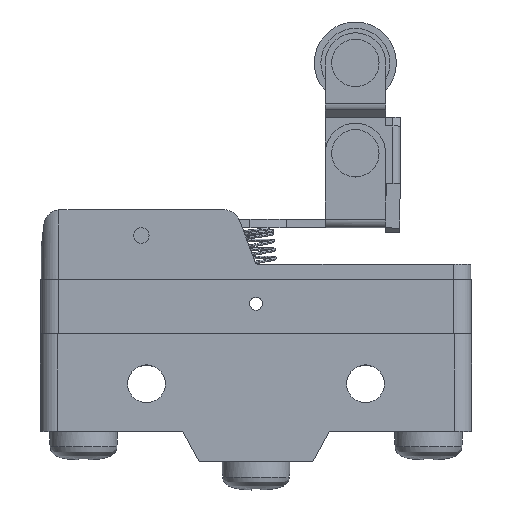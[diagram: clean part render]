
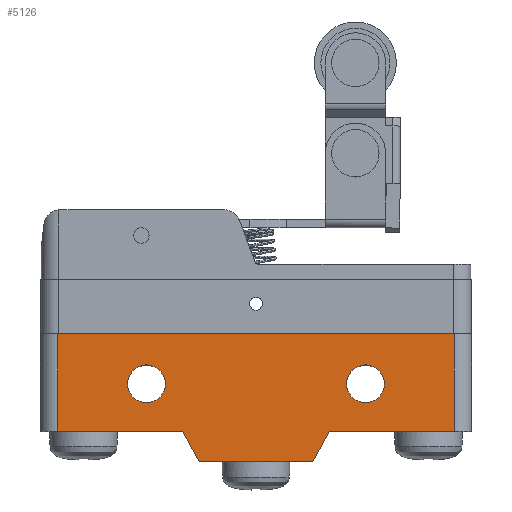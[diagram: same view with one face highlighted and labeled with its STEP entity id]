
A CAD part, top view. The second image highlights one B-rep face of the part: STEP entity #5126.
In plain terms, the highlighted planar face has unit normal (0, 0, 1).
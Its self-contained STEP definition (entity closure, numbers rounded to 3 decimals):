
#6=DIRECTION('',(1.,0.,0.));
#7=VECTOR('',#6,13.2);
#8=CARTESIAN_POINT('',(-6.6,0.,9.));
#9=LINE('',#8,#7);
#76=CARTESIAN_POINT('',(12.7,9.,9.));
#77=DIRECTION('',(0.,0.,1.));
#78=DIRECTION('',(1.,0.,0.));
#79=AXIS2_PLACEMENT_3D('',#76,#77,#78);
#81=CARTESIAN_POINT('',(12.7,9.,9.));
#82=DIRECTION('',(0.,0.,1.));
#83=DIRECTION('',(-1.,0.,0.));
#84=AXIS2_PLACEMENT_3D('',#81,#82,#83);
#86=CARTESIAN_POINT('',(-12.7,9.,9.));
#87=DIRECTION('',(0.,0.,1.));
#88=DIRECTION('',(1.,0.,0.));
#89=AXIS2_PLACEMENT_3D('',#86,#87,#88);
#91=CARTESIAN_POINT('',(-12.7,9.,9.));
#92=DIRECTION('',(0.,0.,1.));
#93=DIRECTION('',(-1.,0.,0.));
#94=AXIS2_PLACEMENT_3D('',#91,#92,#93);
#96=DIRECTION('',(0.,-1.,0.));
#97=VECTOR('',#96,11.3);
#98=CARTESIAN_POINT('',(23.,14.8,9.));
#99=LINE('',#98,#97);
#100=DIRECTION('',(-1.,0.,0.));
#101=VECTOR('',#100,14.5);
#102=CARTESIAN_POINT('',(23.,3.5,9.));
#103=LINE('',#102,#101);
#104=DIRECTION('',(-0.477,-0.879,0.));
#105=VECTOR('',#104,3.982);
#106=CARTESIAN_POINT('',(8.5,3.5,9.));
#107=LINE('',#106,#105);
#108=DIRECTION('',(-0.477,0.879,0.));
#109=VECTOR('',#108,3.982);
#110=CARTESIAN_POINT('',(-6.6,0.,9.));
#111=LINE('',#110,#109);
#112=DIRECTION('',(1.,0.,0.));
#113=VECTOR('',#112,14.5);
#114=CARTESIAN_POINT('',(-23.,3.5,9.));
#115=LINE('',#114,#113);
#116=DIRECTION('',(0.,-1.,0.));
#117=VECTOR('',#116,11.3);
#118=CARTESIAN_POINT('',(-23.,14.8,9.));
#119=LINE('',#118,#117);
#137=DIRECTION('',(1.,0.,0.));
#138=VECTOR('',#137,46.);
#139=CARTESIAN_POINT('',(-23.,14.8,9.));
#140=LINE('',#139,#138);
#4106=CARTESIAN_POINT('',(-6.6,0.,9.));
#4108=VERTEX_POINT('',#4106);
#4110=CARTESIAN_POINT('',(6.6,0.,9.));
#4112=VERTEX_POINT('',#4110);
#4114=CARTESIAN_POINT('',(-8.5,3.5,9.));
#4115=VERTEX_POINT('',#4114);
#4116=CARTESIAN_POINT('',(8.5,3.5,9.));
#4117=VERTEX_POINT('',#4116);
#4122=CARTESIAN_POINT('',(14.9,9.,9.));
#4123=CARTESIAN_POINT('',(10.5,9.,9.));
#4124=VERTEX_POINT('',#4122);
#4125=VERTEX_POINT('',#4123);
#4126=CARTESIAN_POINT('',(-10.5,9.,9.));
#4127=CARTESIAN_POINT('',(-14.9,9.,9.));
#4128=VERTEX_POINT('',#4126);
#4129=VERTEX_POINT('',#4127);
#4166=CARTESIAN_POINT('',(23.,3.5,9.));
#4167=VERTEX_POINT('',#4166);
#4168=CARTESIAN_POINT('',(23.,14.8,9.));
#4169=VERTEX_POINT('',#4168);
#4202=CARTESIAN_POINT('',(-23.,14.8,9.));
#4203=CARTESIAN_POINT('',(-23.,3.5,9.));
#4204=VERTEX_POINT('',#4202);
#4205=VERTEX_POINT('',#4203);
#5094=CARTESIAN_POINT('',(-25.,0.,9.));
#5095=DIRECTION('',(0.,0.,1.));
#5096=DIRECTION('',(1.,0.,0.));
#5097=AXIS2_PLACEMENT_3D('',#5094,#5095,#5096);
#5098=PLANE('',#5097);
#5100=ORIENTED_EDGE('',*,*,#5099,.T.);
#5102=ORIENTED_EDGE('',*,*,#5101,.T.);
#5104=ORIENTED_EDGE('',*,*,#5103,.T.);
#5105=ORIENTED_EDGE('',*,*,#5015,.F.);
#5106=ORIENTED_EDGE('',*,*,#5040,.T.);
#5108=ORIENTED_EDGE('',*,*,#5107,.F.);
#5110=ORIENTED_EDGE('',*,*,#5109,.F.);
#5112=ORIENTED_EDGE('',*,*,#5111,.T.);
#5113=EDGE_LOOP('',(#5100,#5102,#5104,#5105,#5106,#5108,#5110,#5112));
#5114=FACE_OUTER_BOUND('',#5113,.F.);
#5116=ORIENTED_EDGE('',*,*,#5115,.T.);
#5118=ORIENTED_EDGE('',*,*,#5117,.T.);
#5119=EDGE_LOOP('',(#5116,#5118));
#5120=FACE_BOUND('',#5119,.F.);
#5121=ORIENTED_EDGE('',*,*,#5084,.T.);
#5123=ORIENTED_EDGE('',*,*,#5122,.T.);
#5124=EDGE_LOOP('',(#5121,#5123));
#5125=FACE_BOUND('',#5124,.F.);
#80=CIRCLE('',#79,2.2);
#85=CIRCLE('',#84,2.2);
#90=CIRCLE('',#89,2.2);
#95=CIRCLE('',#94,2.2);
#5015=EDGE_CURVE('',#4108,#4112,#9,.T.);
#5040=EDGE_CURVE('',#4108,#4115,#111,.T.);
#5084=EDGE_CURVE('',#4124,#4125,#80,.T.);
#5099=EDGE_CURVE('',#4169,#4167,#99,.T.);
#5101=EDGE_CURVE('',#4167,#4117,#103,.T.);
#5103=EDGE_CURVE('',#4117,#4112,#107,.T.);
#5107=EDGE_CURVE('',#4205,#4115,#115,.T.);
#5109=EDGE_CURVE('',#4204,#4205,#119,.T.);
#5111=EDGE_CURVE('',#4204,#4169,#140,.T.);
#5115=EDGE_CURVE('',#4128,#4129,#90,.T.);
#5117=EDGE_CURVE('',#4129,#4128,#95,.T.);
#5122=EDGE_CURVE('',#4125,#4124,#85,.T.);
#5126=ADVANCED_FACE('',(#5114,#5120,#5125),#5098,.T.);
